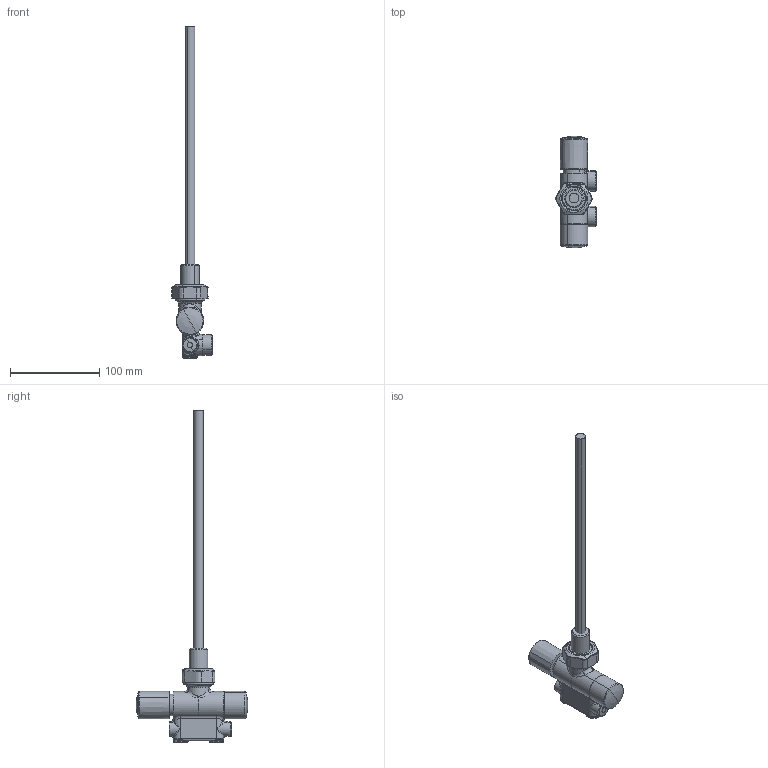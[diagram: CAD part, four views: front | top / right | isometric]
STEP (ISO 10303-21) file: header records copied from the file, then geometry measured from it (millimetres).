
FILE_DESCRIPTION(('CATIA V5 STEP Exchange'),'2;1');
FILE_NAME('STEP_400520_-_TST.stp','2017-11-24T13:18:52+00:00',('none'),('none'),'CATIA Version 5-6 Release 2016 SP4','CATIA V5 STEP AP203','none');
FILE_SCHEMA(('CONFIG_CONTROL_DESIGN'));
Length unit declared in the file: millimetre
Products named in the file (1): _4005200001_sw0001
Bounding box: 45.33 x 125.2 x 372.5 mm (x, y, z)
Surface area: 40186.3 mm2 (no closed solid volume)
Topology: 0 solids, 27 shells, 297 faces, 1038 edges, 734 vertices
Faces by surface type: bspline 131, cone 58, plane 44, cylinder 39, torus 17, sphere 8
Entity records: 17511 total; most frequent: CARTESIAN_POINT 11109, ORIENTED_EDGE 1594, EDGE_CURVE 1030, VERTEX_POINT 734, DIRECTION 636, B_SPLINE_CURVE_WITH_KNOTS 516, AXIS2_PLACEMENT_3D 308, ADVANCED_FACE 297
